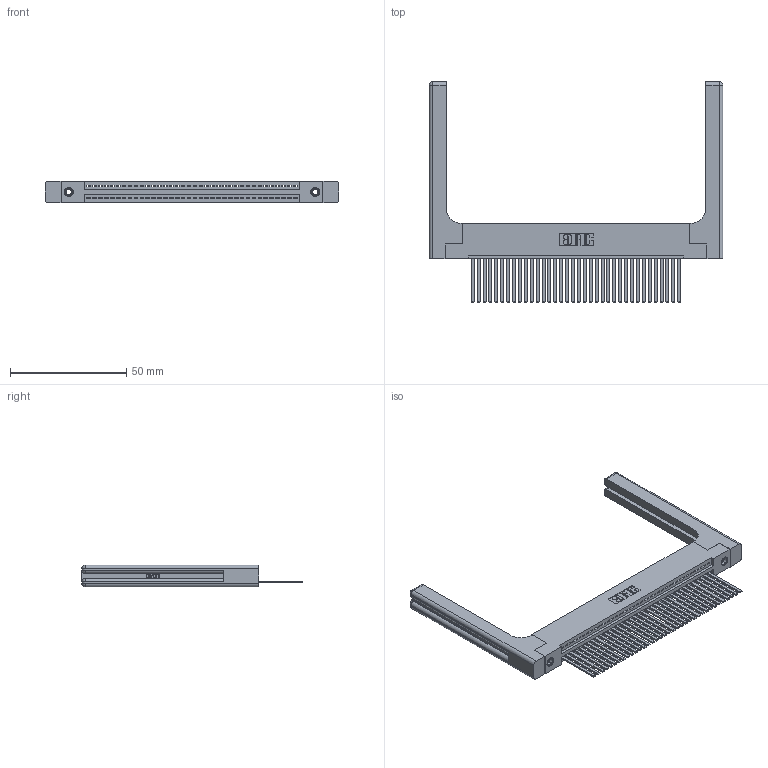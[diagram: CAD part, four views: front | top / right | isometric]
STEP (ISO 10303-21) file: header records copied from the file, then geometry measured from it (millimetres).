
FILE_DESCRIPTION (( 'STEP AP203' ), '1' );
FILE_NAME ('345-036-544-158.STEP', '2019-10-07T23:46:26', ( '' ), ( '' ), 'SwSTEP 2.0', 'SolidWorks 2016', '' );
FILE_SCHEMA (( 'CONFIG_CONTROL_DESIGN' ));
Length unit declared in the file: inch
Products named in the file (5): 345-292-001_345-293-144; 345-220-058_345-220-058; 345-036-544-158; 345 Part_Flush Mounting Lugs - 0.156 Dia-TH; 345-250-001_345-250-001-102
Assembly tree (41 placements, depth 2):
  345-036-544-158
    345 Part_Flush Mounting Lugs - 0.156 Dia-TH
    345-292-001_345-293-144  x36
    345-250-001_345-250-001-102  x2
    345-220-058_345-220-058  x2
Bounding box: 126.47 x 94.92 x 9.4 mm (x, y, z)
Volume: 20884.7 mm3; surface area: 22927.2 mm2
Topology: 41 solids, 41 shells, 2254 faces, 6695 edges, 4394 vertices
Faces by surface type: plane 1524, cylinder 670, bspline 36, cone 12, sphere 8, torus 4
Entity records: 32900 total; most frequent: CARTESIAN_POINT 6669, ORIENTED_EDGE 5436, DIRECTION 4778, EDGE_CURVE 2718, VECTOR 2354, LINE 2354, VERTEX_POINT 1802, AXIS2_PLACEMENT_3D 1212
